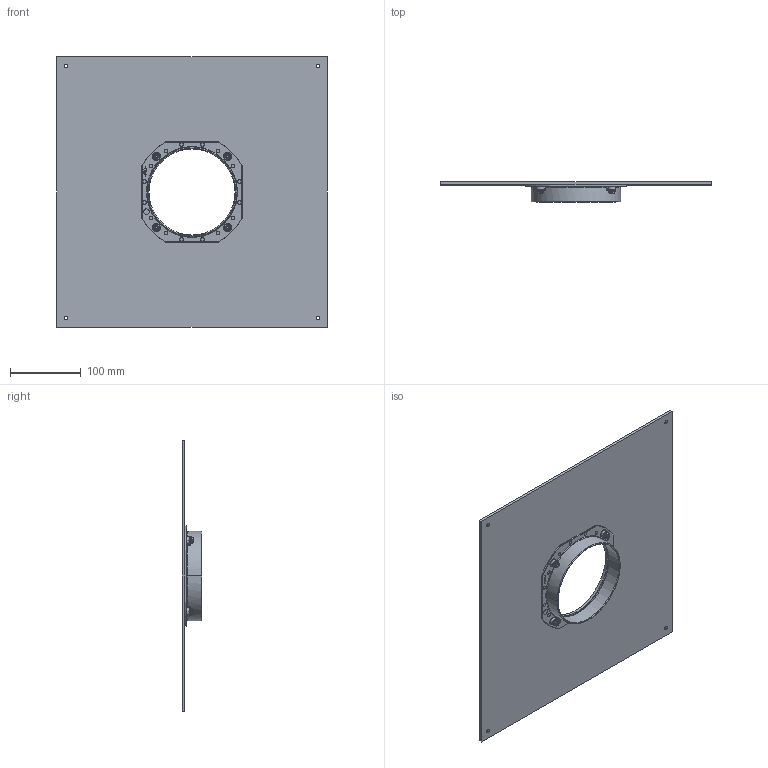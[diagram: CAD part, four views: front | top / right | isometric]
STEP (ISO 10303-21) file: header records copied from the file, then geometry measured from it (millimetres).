
FILE_DESCRIPTION (( 'STEP AP214' ), '1' );
FILE_NAME ('250225.STEP', '2023-05-26T06:34:51', ( '' ), ( '' ), 'SwSTEP 2.0', 'SolidWorks 2022', '' );
FILE_SCHEMA (( 'AUTOMOTIVE_DESIGN' ));
Length unit declared in the file: millimetre
Products named in the file (5): 097220_Standard; P_0000002001_1_Standard; 250225; 35011900_Standard; 250224_Standard
Assembly tree (10 placements, depth 2):
  250225
    250224_Standard
    097220_Standard
    P_0000002001_1_Standard  x4
    35011900_Standard  x4
Bounding box: 382.5 x 28 x 382.5 mm (x, y, z)
Volume: 571924 mm3; surface area: 311058.9 mm2
Topology: 10 solids, 10 shells, 847 faces, 2222 edges, 1401 vertices
Faces by surface type: plane 404, cylinder 204, bspline 94, cone 84, torus 53, sphere 8
Entity records: 15529 total; most frequent: CARTESIAN_POINT 5066, ORIENTED_EDGE 2198, DIRECTION 2036, EDGE_CURVE 1099, AXIS2_PLACEMENT_3D 851, VERTEX_POINT 681, EDGE_LOOP 500, CIRCLE 466
